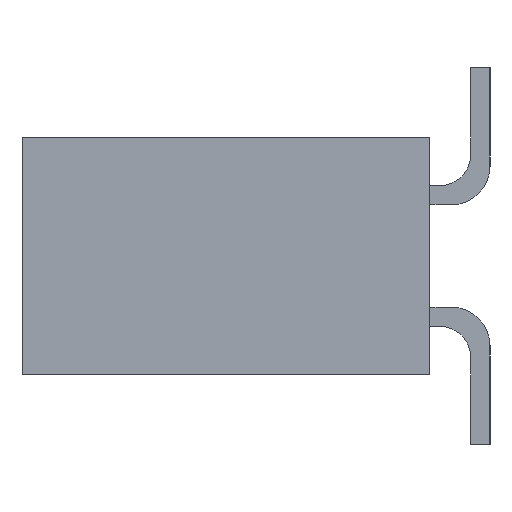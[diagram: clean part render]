
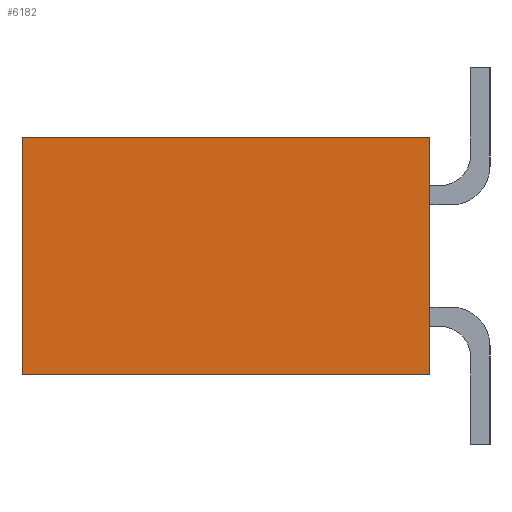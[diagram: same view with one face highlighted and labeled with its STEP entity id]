
A CAD part, left-side view. The second image highlights one B-rep face of the part: STEP entity #6182.
In plain terms, the highlighted planar face has unit normal (-1, 0, 0).
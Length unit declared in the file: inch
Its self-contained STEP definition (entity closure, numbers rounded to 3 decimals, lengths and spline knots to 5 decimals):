
#1587=ORIENTED_EDGE('',*,*,#2700,.T.);
#1588=ORIENTED_EDGE('',*,*,#2419,.F.);
#1589=ORIENTED_EDGE('',*,*,#2721,.F.);
#1590=ORIENTED_EDGE('',*,*,#2411,.T.);
#2411=EDGE_CURVE('',#3112,#3111,#3771,.T.);
#2419=EDGE_CURVE('',#3119,#3120,#3779,.T.);
#2700=EDGE_CURVE('',#3111,#3120,#4060,.T.);
#2721=EDGE_CURVE('',#3112,#3119,#4081,.T.);
#3111=VERTEX_POINT('',#9298);
#3112=VERTEX_POINT('',#9300);
#3119=VERTEX_POINT('',#9315);
#3120=VERTEX_POINT('',#9317);
#3771=LINE('',#9299,#4555);
#3779=LINE('',#9316,#4563);
#4060=LINE('',#9877,#4844);
#4081=LINE('',#9909,#4865);
#4555=VECTOR('',#7625,39.37008);
#4563=VECTOR('',#7635,39.37008);
#4844=VECTOR('',#8078,39.37008);
#4865=VECTOR('',#8121,39.37008);
#5186=EDGE_LOOP('',(#1587,#1588,#1589,#1590));
#5558=FACE_BOUND('',#5186,.T.);
#5870=PLANE('',#6601);
#6182=ADVANCED_FACE('',(#5558),#5870,.F.);
#6601=AXIS2_PLACEMENT_3D('',#9908,#8119,#8120);
#7625=DIRECTION('',(0.,-1.,0.));
#7635=DIRECTION('',(0.,-1.,0.));
#8078=DIRECTION('',(0.,0.,1.));
#8119=DIRECTION('',(1.,0.,0.));
#8120=DIRECTION('',(0.,0.,-1.));
#8121=DIRECTION('',(0.,0.,1.));
#9298=CARTESIAN_POINT('',(-0.51,0.,-0.0975));
#9299=CARTESIAN_POINT('',(-0.51,0.335,-0.0975));
#9300=CARTESIAN_POINT('',(-0.51,0.335,-0.0975));
#9315=CARTESIAN_POINT('',(-0.51,0.335,0.0975));
#9316=CARTESIAN_POINT('',(-0.51,0.335,0.0975));
#9317=CARTESIAN_POINT('',(-0.51,0.,0.0975));
#9877=CARTESIAN_POINT('',(-0.51,0.,-0.0975));
#9908=CARTESIAN_POINT('',(-0.51,0.335,-0.0975));
#9909=CARTESIAN_POINT('',(-0.51,0.335,-0.0975));
